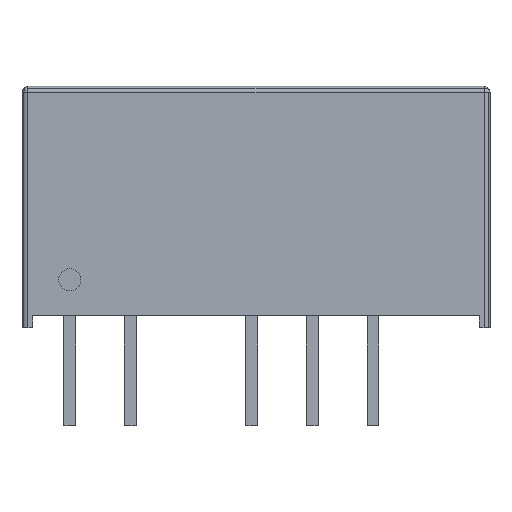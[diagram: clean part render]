
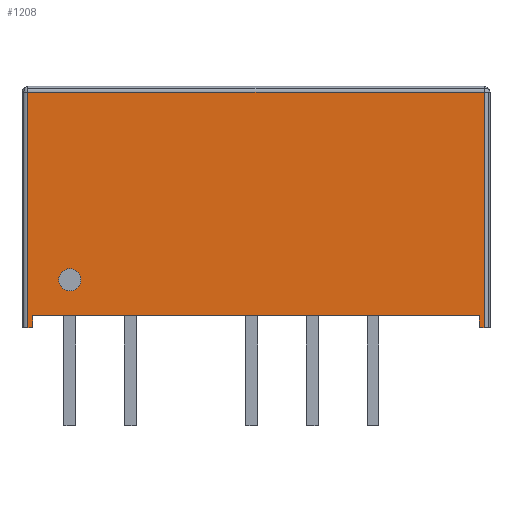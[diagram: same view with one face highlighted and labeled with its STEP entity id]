
A CAD part, top view. The second image highlights one B-rep face of the part: STEP entity #1208.
In plain terms, the highlighted planar face has unit normal (0, 0, 1).
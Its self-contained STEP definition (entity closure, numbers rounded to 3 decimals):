
#24 = VERTEX_POINT('',#25);
#25 = CARTESIAN_POINT('',(-7.332,1.499,3.01));
#31 = EDGE_CURVE('',#32,#24,#34,.T.);
#32 = VERTEX_POINT('',#33);
#33 = CARTESIAN_POINT('',(-8.261,1.499,3.01));
#34 = CIRCLE('',#35,0.464);
#35 = AXIS2_PLACEMENT_3D('',#36,#37,#38);
#36 = CARTESIAN_POINT('',(-7.797,1.499,3.01));
#37 = DIRECTION('',(0.,0.,1.));
#38 = DIRECTION('',(1.,0.,-0.));
#777 = VERTEX_POINT('',#778);
#778 = CARTESIAN_POINT('',(-9.35,-0.5,3.01));
#786 = EDGE_CURVE('',#787,#777,#789,.T.);
#787 = VERTEX_POINT('',#788);
#788 = CARTESIAN_POINT('',(-9.55,-0.5,3.01));
#789 = LINE('',#790,#791);
#790 = CARTESIAN_POINT('',(-9.55,-0.5,3.01));
#791 = VECTOR('',#792,1.);
#792 = DIRECTION('',(1.,0.,0.));
#1016 = VERTEX_POINT('',#1017);
#1017 = CARTESIAN_POINT('',(9.55,-0.5,3.01));
#1023 = EDGE_CURVE('',#1024,#1016,#1026,.T.);
#1024 = VERTEX_POINT('',#1025);
#1025 = CARTESIAN_POINT('',(9.35,-0.5,3.01));
#1026 = LINE('',#1027,#1028);
#1027 = CARTESIAN_POINT('',(9.35,-0.5,3.01));
#1028 = VECTOR('',#1029,1.);
#1029 = DIRECTION('',(1.,0.,0.));
#1051 = VERTEX_POINT('',#1052);
#1052 = CARTESIAN_POINT('',(9.35,0.,3.01));
#1064 = EDGE_CURVE('',#1051,#1024,#1065,.T.);
#1065 = LINE('',#1066,#1067);
#1066 = CARTESIAN_POINT('',(9.35,0.,3.01));
#1067 = VECTOR('',#1068,1.);
#1068 = DIRECTION('',(0.,-1.,0.));
#1078 = EDGE_CURVE('',#1079,#1051,#1081,.T.);
#1079 = VERTEX_POINT('',#1080);
#1080 = CARTESIAN_POINT('',(-9.35,0.,3.01));
#1081 = LINE('',#1082,#1083);
#1082 = CARTESIAN_POINT('',(-9.35,0.,3.01));
#1083 = VECTOR('',#1084,1.);
#1084 = DIRECTION('',(1.,0.,0.));
#1109 = EDGE_CURVE('',#777,#1079,#1110,.T.);
#1110 = LINE('',#1111,#1112);
#1111 = CARTESIAN_POINT('',(-9.35,-0.5,3.01));
#1112 = VECTOR('',#1113,1.);
#1113 = DIRECTION('',(0.,1.,0.));
#1124 = VERTEX_POINT('',#1125);
#1125 = CARTESIAN_POINT('',(9.55,9.35,3.01));
#1133 = VERTEX_POINT('',#1134);
#1134 = CARTESIAN_POINT('',(-9.55,9.35,3.01));
#1140 = EDGE_CURVE('',#1124,#1133,#1141,.T.);
#1141 = LINE('',#1142,#1143);
#1142 = CARTESIAN_POINT('',(9.55,9.35,3.01));
#1143 = VECTOR('',#1144,1.);
#1144 = DIRECTION('',(-1.,0.,0.));
#1157 = EDGE_CURVE('',#1016,#1124,#1158,.T.);
#1158 = LINE('',#1159,#1160);
#1159 = CARTESIAN_POINT('',(9.55,-0.5,3.01));
#1160 = VECTOR('',#1161,1.);
#1161 = DIRECTION('',(0.,1.,0.));
#1174 = EDGE_CURVE('',#1133,#787,#1175,.T.);
#1175 = LINE('',#1176,#1177);
#1176 = CARTESIAN_POINT('',(-9.55,9.35,3.01));
#1177 = VECTOR('',#1178,1.);
#1178 = DIRECTION('',(0.,-1.,0.));
#1188 = EDGE_CURVE('',#24,#32,#1189,.T.);
#1189 = CIRCLE('',#1190,0.464);
#1190 = AXIS2_PLACEMENT_3D('',#1191,#1192,#1193);
#1191 = CARTESIAN_POINT('',(-7.797,1.499,3.01));
#1192 = DIRECTION('',(0.,0.,1.));
#1193 = DIRECTION('',(1.,0.,-0.));
#1208 = ADVANCED_FACE('',(#1209,#1219),#1223,.T.);
#1209 = FACE_BOUND('',#1210,.T.);
#1210 = EDGE_LOOP('',(#1211,#1212,#1213,#1214,#1215,#1216,#1217,#1218));
#1211 = ORIENTED_EDGE('',*,*,#1140,.T.);
#1212 = ORIENTED_EDGE('',*,*,#1174,.T.);
#1213 = ORIENTED_EDGE('',*,*,#786,.T.);
#1214 = ORIENTED_EDGE('',*,*,#1109,.T.);
#1215 = ORIENTED_EDGE('',*,*,#1078,.T.);
#1216 = ORIENTED_EDGE('',*,*,#1064,.T.);
#1217 = ORIENTED_EDGE('',*,*,#1023,.T.);
#1218 = ORIENTED_EDGE('',*,*,#1157,.T.);
#1219 = FACE_BOUND('',#1220,.T.);
#1220 = EDGE_LOOP('',(#1221,#1222));
#1221 = ORIENTED_EDGE('',*,*,#1188,.F.);
#1222 = ORIENTED_EDGE('',*,*,#31,.F.);
#1223 = PLANE('',#1224);
#1224 = AXIS2_PLACEMENT_3D('',#1225,#1226,#1227);
#1225 = CARTESIAN_POINT('',(0.,0.,3.01));
#1226 = DIRECTION('',(0.,0.,1.));
#1227 = DIRECTION('',(1.,0.,-0.));
